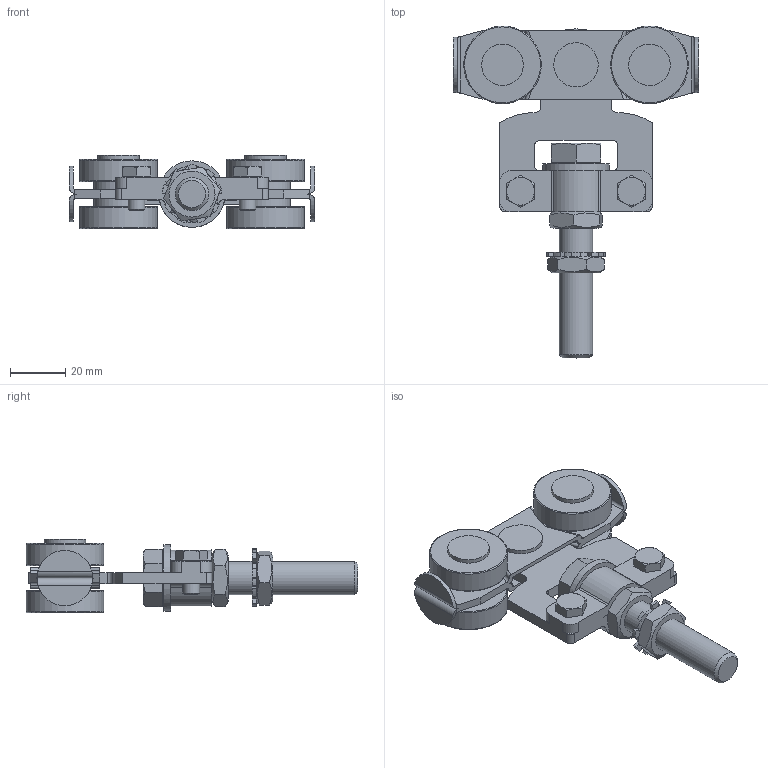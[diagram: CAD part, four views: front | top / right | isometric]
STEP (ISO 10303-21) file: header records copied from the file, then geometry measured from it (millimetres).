
FILE_DESCRIPTION(/* description */ (''),/* implementation_level */ '2;1');
FILE_NAME(/* name */ '9235XSA2.stp',/* time_stamp */ '2022-10-06T14:49:09+02:00',/* author */ ('Giuliano'),/* organization */ (''),/* preprocessor_version */ 'ST-DEVELOPER v18.1',/* originating_system */ 'Autodesk Inventor 2021',/* authorisation */ '');
FILE_SCHEMA (('AUTOMOTIVE_DESIGN { 1 0 10303 214 3 1 1 }'));
Length unit declared in the file: millimetre
Products named in the file (1): Pièce1
Bounding box: 88.6 x 119.7 x 26.5 mm (x, y, z)
Volume: 58454.7 mm3; surface area: 26471.8 mm2
Topology: 1 solids, 1 shells, 289 faces, 780 edges, 508 vertices
Faces by surface type: cylinder 130, plane 126, cone 25, torus 8
Full cylindrical faces by diameter (mm): 6 x2, 8.88 x2, 12 x3, 14 x3, 15 x2, 16 x1, 16.63 x1, 18 x4, 24 x1, 28 x4
Entity records: 9271 total; most frequent: CARTESIAN_POINT 1826, DIRECTION 1616, ORIENTED_EDGE 1560, EDGE_CURVE 780, AXIS2_PLACEMENT_3D 622, VERTEX_POINT 508, LINE 372, VECTOR 372
